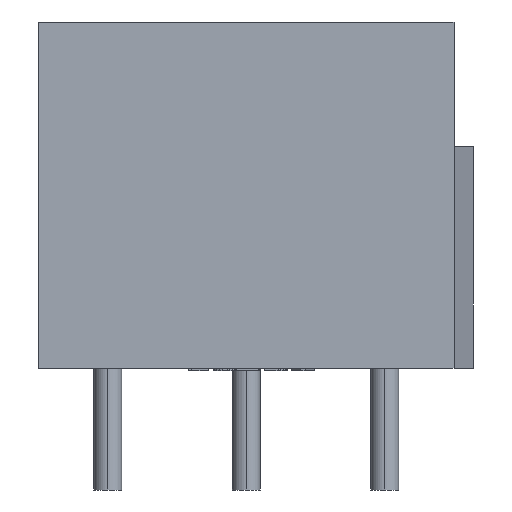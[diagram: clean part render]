
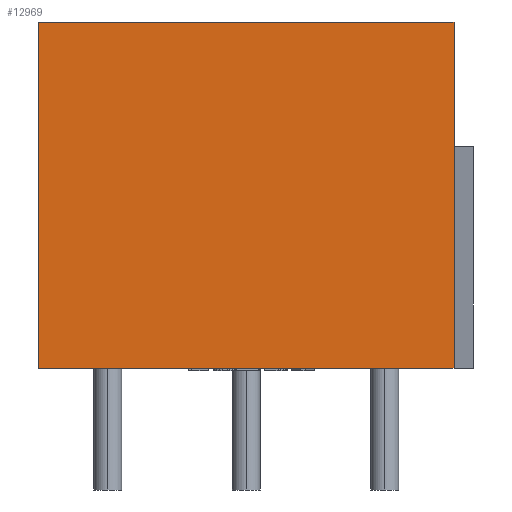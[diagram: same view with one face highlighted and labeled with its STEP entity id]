
A CAD part, front view. The second image highlights one B-rep face of the part: STEP entity #12969.
In plain terms, the highlighted planar face has unit normal (0, -1, 0).
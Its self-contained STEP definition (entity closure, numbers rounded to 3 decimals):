
#1833 = CARTESIAN_POINT ( 'NONE',  ( -7.5, -4.5, 6.25 ) ) ;
#1864 = DIRECTION ( 'NONE',  ( 0., 0., -1. ) ) ;
#1977 = CARTESIAN_POINT ( 'NONE',  ( -7.5, -4.5, -6.25 ) ) ;
#2869 = DIRECTION ( 'NONE',  ( 1., 0., 0. ) ) ;
#3126 = VERTEX_POINT ( 'NONE', #14226 ) ;
#3169 = ORIENTED_EDGE ( 'NONE', *, *, #9471, .T. ) ;
#3772 = CARTESIAN_POINT ( 'NONE',  ( -7.5, -4.5, -6.25 ) ) ;
#4053 = VERTEX_POINT ( 'NONE', #4915 ) ;
#4176 = LINE ( 'NONE', #1833, #10400 ) ;
#4363 = DIRECTION ( 'NONE',  ( 1., 0., 0. ) ) ;
#4550 = FACE_OUTER_BOUND ( 'NONE', #10156, .T. ) ;
#4915 = CARTESIAN_POINT ( 'NONE',  ( 7.5, -4.5, 6.25 ) ) ;
#5581 = LINE ( 'NONE', #15401, #8665 ) ;
#5760 = CARTESIAN_POINT ( 'NONE',  ( -7.5, -4.5, 6.25 ) ) ;
#6172 = CARTESIAN_POINT ( 'NONE',  ( -7.5, -4.5, 6.25 ) ) ;
#8062 = EDGE_CURVE ( 'NONE', #15703, #10568, #10766, .T. ) ;
#8535 = EDGE_CURVE ( 'NONE', #15703, #4053, #4176, .T. ) ;
#8665 = VECTOR ( 'NONE', #11325, 1000. ) ;
#9431 = AXIS2_PLACEMENT_3D ( 'NONE', #10694, #15722, #1864 ) ;
#9471 = EDGE_CURVE ( 'NONE', #10568, #3126, #11133, .T. ) ;
#10156 = EDGE_LOOP ( 'NONE', ( #3169, #13638, #12143, #13657 ) ) ;
#10400 = VECTOR ( 'NONE', #4363, 1000. ) ;
#10568 = VERTEX_POINT ( 'NONE', #1977 ) ;
#10694 = CARTESIAN_POINT ( 'NONE',  ( -7.5, -4.5, 6.25 ) ) ;
#10766 = LINE ( 'NONE', #5760, #12316 ) ;
#10899 = VECTOR ( 'NONE', #2869, 1000. ) ;
#11133 = LINE ( 'NONE', #3772, #10899 ) ;
#11325 = DIRECTION ( 'NONE',  ( 0., 0., -1. ) ) ;
#11733 = DIRECTION ( 'NONE',  ( 0., 0., -1. ) ) ;
#12143 = ORIENTED_EDGE ( 'NONE', *, *, #8535, .F. ) ;
#12316 = VECTOR ( 'NONE', #11733, 1000. ) ;
#12969 = ADVANCED_FACE ( 'NONE', ( #4550 ), #14217, .T. ) ;
#13638 = ORIENTED_EDGE ( 'NONE', *, *, #15766, .F. ) ;
#13657 = ORIENTED_EDGE ( 'NONE', *, *, #8062, .T. ) ;
#14217 = PLANE ( 'NONE',  #9431 ) ;
#14226 = CARTESIAN_POINT ( 'NONE',  ( 7.5, -4.5, -6.25 ) ) ;
#15401 = CARTESIAN_POINT ( 'NONE',  ( 7.5, -4.5, 6.25 ) ) ;
#15703 = VERTEX_POINT ( 'NONE', #6172 ) ;
#15722 = DIRECTION ( 'NONE',  ( 0., -1., 0. ) ) ;
#15766 = EDGE_CURVE ( 'NONE', #4053, #3126, #5581, .T. ) ;
